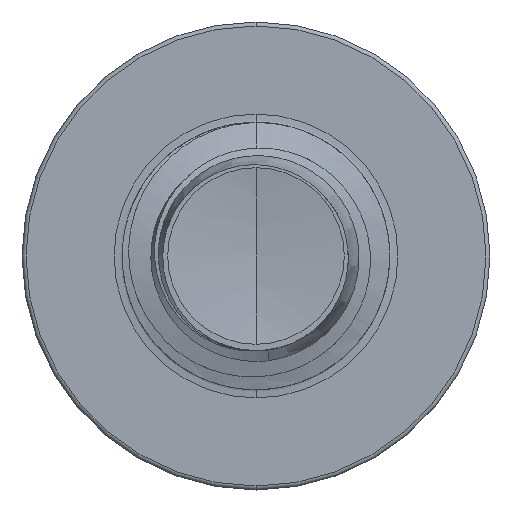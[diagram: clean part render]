
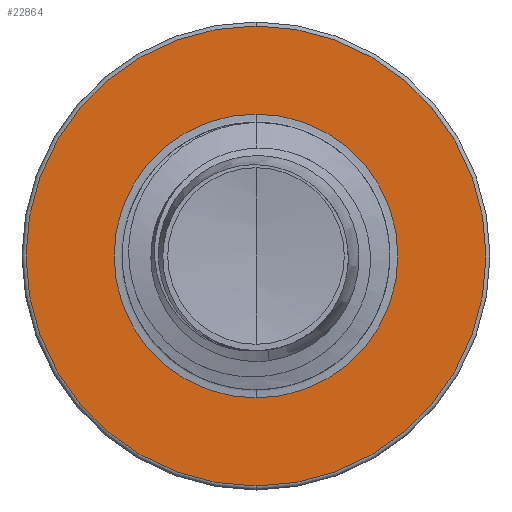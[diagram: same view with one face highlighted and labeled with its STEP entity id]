
A CAD part, front view. The second image highlights one B-rep face of the part: STEP entity #22864.
In plain terms, the highlighted planar face has unit normal (0, -1, 0).
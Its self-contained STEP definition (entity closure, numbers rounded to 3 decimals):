
#173 = VERTEX_POINT ( 'NONE', #20171 ) ;
#208 = EDGE_LOOP ( 'NONE', ( #6814, #9890 ) ) ;
#373 = EDGE_CURVE ( 'NONE', #11555, #15186, #22174, .T. ) ;
#750 = EDGE_CURVE ( 'NONE', #15186, #11555, #21588, .T. ) ;
#1214 = AXIS2_PLACEMENT_3D ( 'NONE', #24760, #12357, #26775 ) ;
#2292 = AXIS2_PLACEMENT_3D ( 'NONE', #23807, #23787, #23760 ) ;
#3716 = EDGE_CURVE ( 'NONE', #173, #11180, #15918, .T. ) ;
#3739 = CARTESIAN_POINT ( 'NONE',  ( 0., 16., -3.186 ) ) ;
#5406 = EDGE_LOOP ( 'NONE', ( #22682, #19837 ) ) ;
#5963 = AXIS2_PLACEMENT_3D ( 'NONE', #19536, #19512, #19503 ) ;
#6814 = ORIENTED_EDGE ( 'NONE', *, *, #373, .F. ) ;
#8578 = FACE_BOUND ( 'NONE', #5406, .T. ) ;
#9890 = ORIENTED_EDGE ( 'NONE', *, *, #750, .F. ) ;
#9985 = DIRECTION ( 'NONE',  ( 0., 1., 0. ) ) ;
#11180 = VERTEX_POINT ( 'NONE', #3739 ) ;
#11555 = VERTEX_POINT ( 'NONE', #25919 ) ;
#12000 = PLANE ( 'NONE',  #23827 ) ;
#12357 = DIRECTION ( 'NONE',  ( 0., 1., 0. ) ) ;
#13307 = AXIS2_PLACEMENT_3D ( 'NONE', #17035, #17025, #16995 ) ;
#13703 = FACE_OUTER_BOUND ( 'NONE', #208, .T. ) ;
#14723 = CIRCLE ( 'NONE', #1214, 3.186 ) ;
#15186 = VERTEX_POINT ( 'NONE', #18023 ) ;
#15918 = CIRCLE ( 'NONE', #2292, 3.186 ) ;
#16995 = DIRECTION ( 'NONE',  ( 0., 0., 1. ) ) ;
#17025 = DIRECTION ( 'NONE',  ( 0., 1., 0. ) ) ;
#17035 = CARTESIAN_POINT ( 'NONE',  ( 0., 16., 0. ) ) ;
#18023 = CARTESIAN_POINT ( 'NONE',  ( 0., 16., -5.16 ) ) ;
#19503 = DIRECTION ( 'NONE',  ( 0., 0., 1. ) ) ;
#19512 = DIRECTION ( 'NONE',  ( 0., 1., 0. ) ) ;
#19536 = CARTESIAN_POINT ( 'NONE',  ( 0., 16., 0. ) ) ;
#19837 = ORIENTED_EDGE ( 'NONE', *, *, #24080, .T. ) ;
#20171 = CARTESIAN_POINT ( 'NONE',  ( 0., 16., 3.186 ) ) ;
#21588 = CIRCLE ( 'NONE', #13307, 5.16 ) ;
#22174 = CIRCLE ( 'NONE', #5963, 5.16 ) ;
#22682 = ORIENTED_EDGE ( 'NONE', *, *, #3716, .T. ) ;
#22739 = CARTESIAN_POINT ( 'NONE',  ( 0., 16., -3.186 ) ) ;
#22864 = ADVANCED_FACE ( 'NONE', ( #13703, #8578 ), #12000, .F. ) ;
#23760 = DIRECTION ( 'NONE',  ( 0., 0., 1. ) ) ;
#23787 = DIRECTION ( 'NONE',  ( 0., 1., 0. ) ) ;
#23807 = CARTESIAN_POINT ( 'NONE',  ( 0., 16., 0. ) ) ;
#23827 = AXIS2_PLACEMENT_3D ( 'NONE', #22739, #9985, #24622 ) ;
#24080 = EDGE_CURVE ( 'NONE', #11180, #173, #14723, .T. ) ;
#24622 = DIRECTION ( 'NONE',  ( 0., 0., 1. ) ) ;
#24760 = CARTESIAN_POINT ( 'NONE',  ( 0., 16., 0. ) ) ;
#25919 = CARTESIAN_POINT ( 'NONE',  ( 0., 16., 5.16 ) ) ;
#26775 = DIRECTION ( 'NONE',  ( 0., 0., 1. ) ) ;
